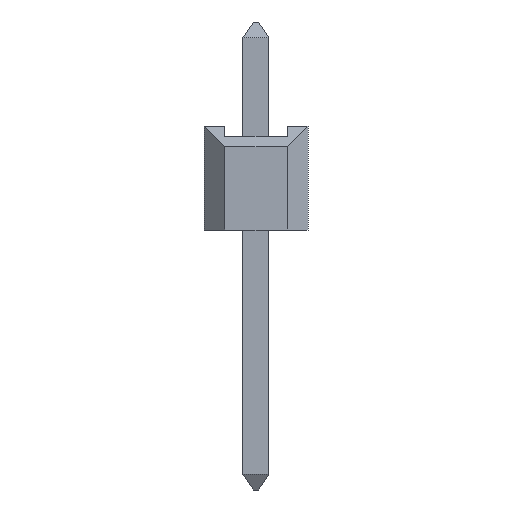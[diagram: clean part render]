
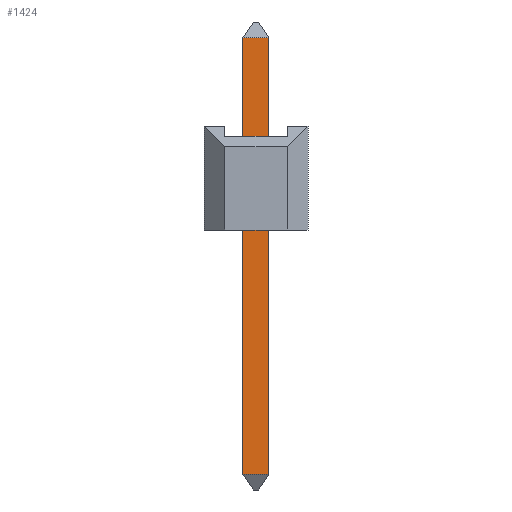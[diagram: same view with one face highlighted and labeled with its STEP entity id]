
A CAD part, front view. The second image highlights one B-rep face of the part: STEP entity #1424.
In plain terms, the highlighted planar face has unit normal (0, -1, 0).
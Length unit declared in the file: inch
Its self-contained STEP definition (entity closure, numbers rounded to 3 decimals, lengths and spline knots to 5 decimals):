
#1424=ADVANCED_FACE('',(#1756),#1594,.T.);
#1594=PLANE('',#4295);
#1756=FACE_OUTER_BOUND('',#1932,.T.);
#1932=EDGE_LOOP('',(#2559,#2560,#2561,#2562));
#2559=ORIENTED_EDGE('',*,*,#3285,.T.);
#2560=ORIENTED_EDGE('',*,*,#3293,.T.);
#2561=ORIENTED_EDGE('',*,*,#3290,.F.);
#2562=ORIENTED_EDGE('',*,*,#3294,.T.);
#2937=VERTEX_POINT('',#5659);
#2938=VERTEX_POINT('',#5661);
#2941=VERTEX_POINT('',#5671);
#2942=VERTEX_POINT('',#5672);
#3285=EDGE_CURVE('',#2938,#2937,#3675,.T.);
#3290=EDGE_CURVE('',#2941,#2942,#3680,.T.);
#3293=EDGE_CURVE('',#2937,#2942,#3683,.T.);
#3294=EDGE_CURVE('',#2941,#2938,#3684,.T.);
#3675=LINE('',#5660,#4065);
#3680=LINE('',#5670,#4070);
#3683=LINE('',#5676,#4073);
#3684=LINE('',#5677,#4074);
#4065=VECTOR('',#4872,1.);
#4070=VECTOR('',#4881,1.);
#4073=VECTOR('',#4886,1.);
#4074=VECTOR('',#4887,1.);
#4295=AXIS2_PLACEMENT_3D('',#5678,#4888,#4889);
#4872=DIRECTION('',(0.,0.,-1.));
#4881=DIRECTION('',(0.,0.,-1.));
#4886=DIRECTION('',(1.,0.,0.));
#4887=DIRECTION('',(-1.,0.,0.));
#4888=DIRECTION('',(0.,-1.,0.));
#4889=DIRECTION('',(0.,0.,-1.));
#5659=CARTESIAN_POINT('',(-0.0125,-0.0125,-0.235));
#5660=CARTESIAN_POINT('',(-0.0125,-0.0125,0.2));
#5661=CARTESIAN_POINT('',(-0.0125,-0.0125,0.185));
#5670=CARTESIAN_POINT('',(0.0125,-0.0125,0.2));
#5671=CARTESIAN_POINT('',(0.0125,-0.0125,0.185));
#5672=CARTESIAN_POINT('',(0.0125,-0.0125,-0.235));
#5676=CARTESIAN_POINT('',(0.0125,-0.0125,-0.235));
#5677=CARTESIAN_POINT('',(-0.0125,-0.0125,0.185));
#5678=CARTESIAN_POINT('',(0.0125,-0.0125,0.2));
